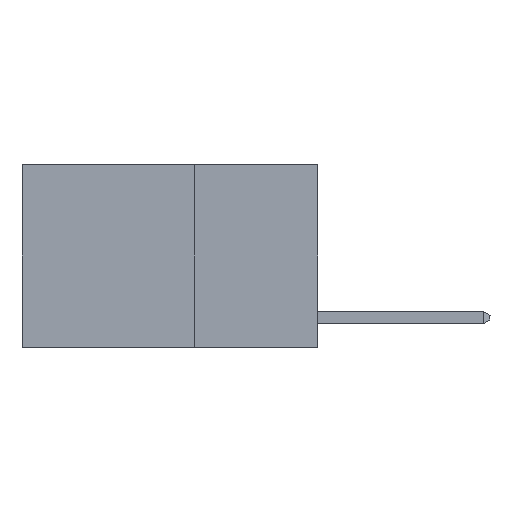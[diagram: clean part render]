
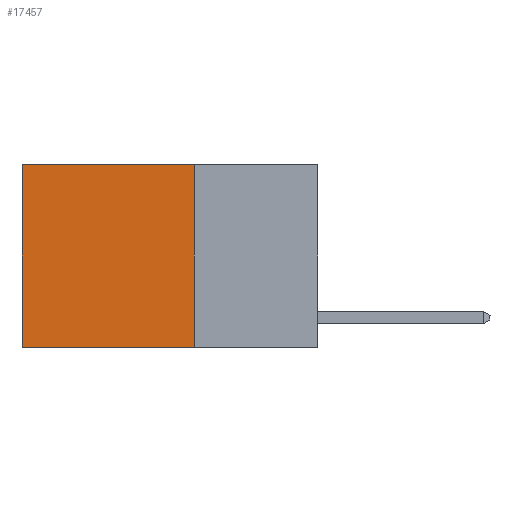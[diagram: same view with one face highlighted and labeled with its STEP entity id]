
A CAD part, left-side view. The second image highlights one B-rep face of the part: STEP entity #17457.
In plain terms, the highlighted planar face has unit normal (-1, 0, 0).
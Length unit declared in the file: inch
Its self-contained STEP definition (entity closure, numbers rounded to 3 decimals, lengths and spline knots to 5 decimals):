
#79 = CARTESIAN_POINT ( 'NONE',  ( 0.2625, 0.25, -0.37 ) ) ;
#867 = LINE ( 'NONE', #16211, #3614 ) ;
#1703 = LINE ( 'NONE', #12025, #5701 ) ;
#2426 = AXIS2_PLACEMENT_3D ( 'NONE', #12686, #14299, #6111 ) ;
#2676 = DIRECTION ( 'NONE',  ( 0., 1., 0. ) ) ;
#3017 = CARTESIAN_POINT ( 'NONE',  ( 0.2625, 0.6, 0. ) ) ;
#3159 = PLANE ( 'NONE',  #2426 ) ;
#3294 = ORIENTED_EDGE ( 'NONE', *, *, #10225, .T. ) ;
#3614 = VECTOR ( 'NONE', #2676, 39.37008 ) ;
#3857 = DIRECTION ( 'NONE',  ( 0., 0., -1. ) ) ;
#5142 = EDGE_CURVE ( 'NONE', #9027, #5281, #1703, .T. ) ;
#5281 = VERTEX_POINT ( 'NONE', #12324 ) ;
#5701 = VECTOR ( 'NONE', #13407, 39.37008 ) ;
#6103 = FACE_OUTER_BOUND ( 'NONE', #7404, .T. ) ;
#6111 = DIRECTION ( 'NONE',  ( 0., 0., -1. ) ) ;
#6451 = LINE ( 'NONE', #12605, #9670 ) ;
#7316 = CARTESIAN_POINT ( 'NONE',  ( 0.2625, 0.25, 0. ) ) ;
#7404 = EDGE_LOOP ( 'NONE', ( #17002, #12216, #17156, #3294 ) ) ;
#7530 = EDGE_CURVE ( 'NONE', #9135, #12844, #10521, .T. ) ;
#9027 = VERTEX_POINT ( 'NONE', #3017 ) ;
#9135 = VERTEX_POINT ( 'NONE', #7316 ) ;
#9670 = VECTOR ( 'NONE', #13975, 39.37008 ) ;
#10225 = EDGE_CURVE ( 'NONE', #9135, #9027, #6451, .T. ) ;
#10521 = LINE ( 'NONE', #12011, #17301 ) ;
#12011 = CARTESIAN_POINT ( 'NONE',  ( 0.2625, 0.25, 0. ) ) ;
#12025 = CARTESIAN_POINT ( 'NONE',  ( 0.2625, 0.6, 0. ) ) ;
#12216 = ORIENTED_EDGE ( 'NONE', *, *, #12734, .F. ) ;
#12324 = CARTESIAN_POINT ( 'NONE',  ( 0.2625, 0.6, -0.37 ) ) ;
#12605 = CARTESIAN_POINT ( 'NONE',  ( 0.2625, 0.25, 0. ) ) ;
#12686 = CARTESIAN_POINT ( 'NONE',  ( 0.2625, 0.25, 0. ) ) ;
#12734 = EDGE_CURVE ( 'NONE', #12844, #5281, #867, .T. ) ;
#12844 = VERTEX_POINT ( 'NONE', #79 ) ;
#13407 = DIRECTION ( 'NONE',  ( 0., 0., -1. ) ) ;
#13975 = DIRECTION ( 'NONE',  ( 0., 1., 0. ) ) ;
#14299 = DIRECTION ( 'NONE',  ( 1., 0., 0. ) ) ;
#16211 = CARTESIAN_POINT ( 'NONE',  ( 0.2625, 0.25, -0.37 ) ) ;
#17002 = ORIENTED_EDGE ( 'NONE', *, *, #5142, .T. ) ;
#17156 = ORIENTED_EDGE ( 'NONE', *, *, #7530, .F. ) ;
#17301 = VECTOR ( 'NONE', #3857, 39.37008 ) ;
#17457 = ADVANCED_FACE ( 'NONE', ( #6103 ), #3159, .F. ) ;
